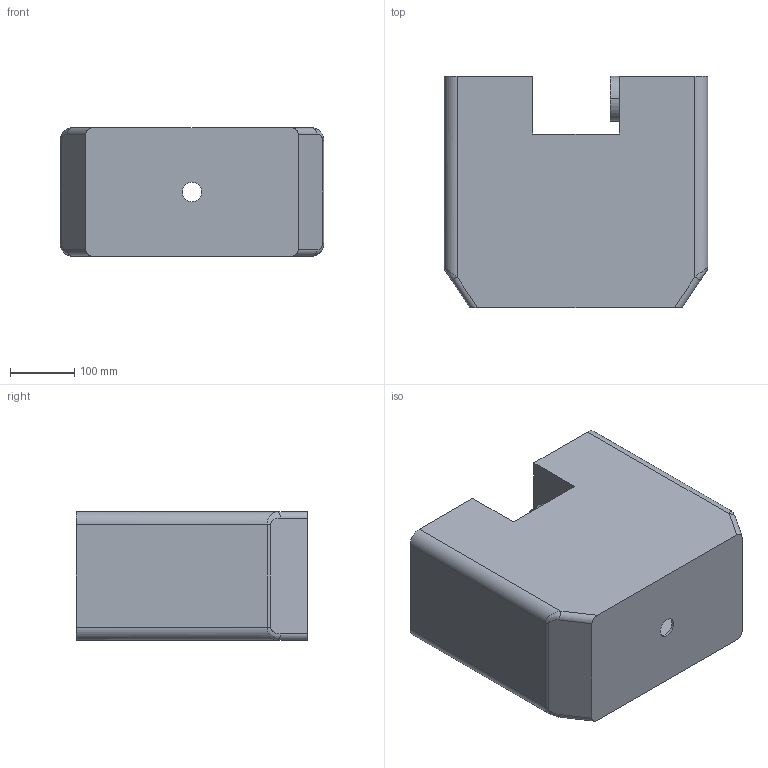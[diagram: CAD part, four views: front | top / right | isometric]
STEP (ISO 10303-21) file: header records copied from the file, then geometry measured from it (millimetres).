
FILE_DESCRIPTION (( 'STEP AP203' ), '1' );
FILE_NAME ('63LBB人形箱体.STEP', '2024-12-19T12:18:21', ( '' ), ( '' ), 'SwSTEP 2.0', 'SolidWorks 2024', '' );
FILE_SCHEMA (( 'CONFIG_CONTROL_DESIGN' ));
Length unit declared in the file: millimetre
Products named in the file (1): 63LBB人形箱体
Bounding box: 410 x 360 x 200 mm (x, y, z)
Volume: 2103259.6 mm3; surface area: 1050216.5 mm2
Topology: 1 solids, 1 shells, 59 faces, 154 edges, 97 vertices
Faces by surface type: cylinder 28, plane 23, bspline 8
Entity records: 2252 total; most frequent: CARTESIAN_POINT 783, ORIENTED_EDGE 308, DIRECTION 275, EDGE_CURVE 154, VERTEX_POINT 97, AXIS2_PLACEMENT_3D 93, VECTOR 89, LINE 89
